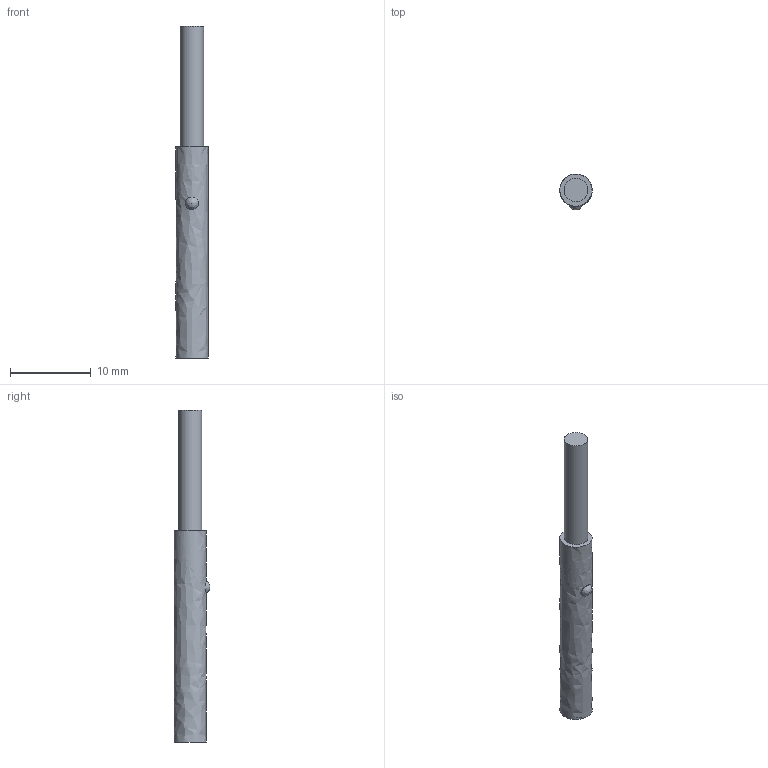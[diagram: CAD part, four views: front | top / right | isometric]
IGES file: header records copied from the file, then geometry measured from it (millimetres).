
Global section: file name: D4_B_KABEL_I1SF-D0401N-O3U2; native system: Autodesk Inventor 2021; preprocessor: unknown; author: S. Sandt; organization: di-soric GmbH & Co. KG; date: 20210809.110445; units: millimetre
Bounding box: 4 x 4.45 x 41.2 mm (x, y, z)
Volume: 137.5 mm3; surface area: 825.9 mm2
Topology: 1 solids, 2 shells, 14 faces, 31 edges, 24 vertices
Faces by surface type: bspline 14
